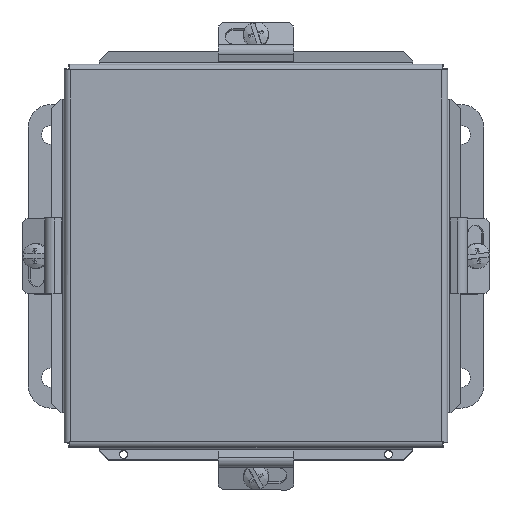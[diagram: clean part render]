
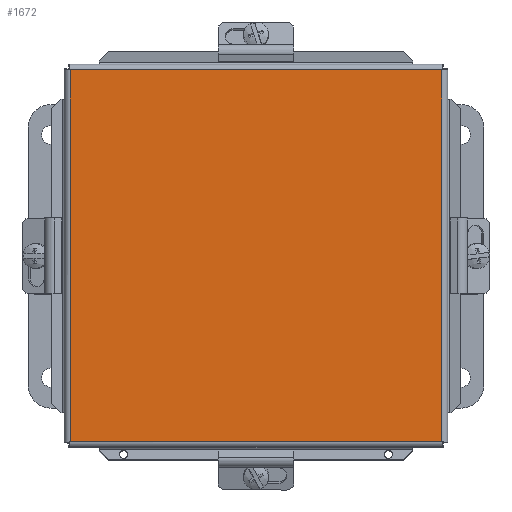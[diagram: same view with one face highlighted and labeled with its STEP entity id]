
A CAD part, top view. The second image highlights one B-rep face of the part: STEP entity #1672.
In plain terms, the highlighted face is planar.
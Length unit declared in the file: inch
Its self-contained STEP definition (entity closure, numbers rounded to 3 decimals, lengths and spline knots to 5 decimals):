
#283 = EDGE_LOOP ( 'NONE', ( #5277, #10321, #11834, #9935 ) ) ;
#599 = LINE ( 'NONE', #1268, #11474 ) ;
#657 = LINE ( 'NONE', #4837, #5942 ) ;
#1237 = DIRECTION ( 'NONE',  ( 0., -1., 0. ) ) ;
#1268 = CARTESIAN_POINT ( 'NONE',  ( 6.21675, 6.21675, 0. ) ) ;
#1672 = ADVANCED_FACE ( 'NONE', ( #7409 ), #5693, .F. ) ;
#1793 = DIRECTION ( 'NONE',  ( 1., 0., 0. ) ) ;
#1922 = VECTOR ( 'NONE', #11371, 39.37008 ) ;
#2520 = CARTESIAN_POINT ( 'NONE',  ( 6.21675, 0.09325, 0. ) ) ;
#2670 = VECTOR ( 'NONE', #1793, 39.37008 ) ;
#3135 = VERTEX_POINT ( 'NONE', #2520 ) ;
#3207 = EDGE_CURVE ( 'NONE', #3275, #12410, #657, .T. ) ;
#3275 = VERTEX_POINT ( 'NONE', #12228 ) ;
#3713 = CARTESIAN_POINT ( 'NONE',  ( 0.09325, 6.21675, 0. ) ) ;
#4523 = EDGE_CURVE ( 'NONE', #3135, #3275, #10322, .T. ) ;
#4837 = CARTESIAN_POINT ( 'NONE',  ( 0.09325, 0.09325, 0. ) ) ;
#5277 = ORIENTED_EDGE ( 'NONE', *, *, #8864, .T. ) ;
#5286 = CARTESIAN_POINT ( 'NONE',  ( 6.21675, 6.21675, 0. ) ) ;
#5319 = DIRECTION ( 'NONE',  ( 1., 0., 0. ) ) ;
#5336 = DIRECTION ( 'NONE',  ( 0., 0., 1. ) ) ;
#5361 = CARTESIAN_POINT ( 'NONE',  ( 3.155, 3.155, 0. ) ) ;
#5693 = PLANE ( 'NONE',  #9688 ) ;
#5942 = VECTOR ( 'NONE', #9083, 39.37008 ) ;
#6039 = EDGE_CURVE ( 'NONE', #12410, #10851, #10753, .T. ) ;
#7409 = FACE_OUTER_BOUND ( 'NONE', #283, .T. ) ;
#8864 = EDGE_CURVE ( 'NONE', #10851, #3135, #599, .T. ) ;
#9083 = DIRECTION ( 'NONE',  ( 0., 1., 0. ) ) ;
#9688 = AXIS2_PLACEMENT_3D ( 'NONE', #5361, #5336, #5319 ) ;
#9935 = ORIENTED_EDGE ( 'NONE', *, *, #6039, .T. ) ;
#10321 = ORIENTED_EDGE ( 'NONE', *, *, #4523, .T. ) ;
#10322 = LINE ( 'NONE', #11486, #1922 ) ;
#10753 = LINE ( 'NONE', #13279, #2670 ) ;
#10851 = VERTEX_POINT ( 'NONE', #5286 ) ;
#11371 = DIRECTION ( 'NONE',  ( -1., 0., 0. ) ) ;
#11474 = VECTOR ( 'NONE', #1237, 39.37008 ) ;
#11486 = CARTESIAN_POINT ( 'NONE',  ( 6.21675, 0.09325, 0. ) ) ;
#11834 = ORIENTED_EDGE ( 'NONE', *, *, #3207, .T. ) ;
#12228 = CARTESIAN_POINT ( 'NONE',  ( 0.09325, 0.09325, 0. ) ) ;
#12410 = VERTEX_POINT ( 'NONE', #3713 ) ;
#13279 = CARTESIAN_POINT ( 'NONE',  ( 0.09325, 6.21675, 0. ) ) ;
